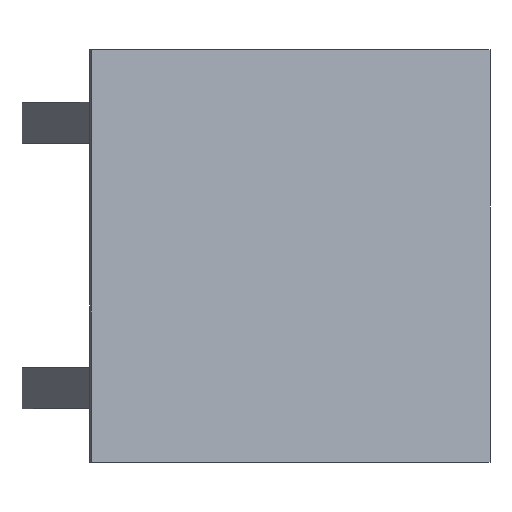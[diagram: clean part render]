
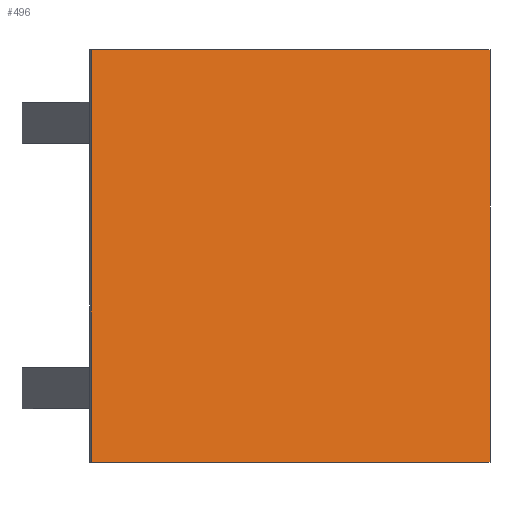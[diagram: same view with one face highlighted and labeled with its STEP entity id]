
A CAD part, top view. The second image highlights one B-rep face of the part: STEP entity #496.
In plain terms, the highlighted planar face has unit normal (0.259, 0, 0.966).
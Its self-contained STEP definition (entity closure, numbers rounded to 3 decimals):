
#38=PLANE('',#540);
#64=FACE_OUTER_BOUND('',#98,.T.);
#98=EDGE_LOOP('',(#433,#434,#435,#436));
#146=LINE('',#765,#208);
#148=LINE('',#769,#210);
#150=LINE('',#773,#212);
#152=LINE('',#776,#214);
#208=VECTOR('',#626,10.);
#210=VECTOR('',#630,10.);
#212=VECTOR('',#634,10.);
#214=VECTOR('',#638,10.);
#267=VERTEX_POINT('',#762);
#268=VERTEX_POINT('',#764);
#269=VERTEX_POINT('',#768);
#270=VERTEX_POINT('',#772);
#322=EDGE_CURVE('',#268,#267,#146,.T.);
#324=EDGE_CURVE('',#269,#268,#148,.T.);
#326=EDGE_CURVE('',#270,#269,#150,.T.);
#328=EDGE_CURVE('',#267,#270,#152,.T.);
#433=ORIENTED_EDGE('',*,*,#328,.T.);
#434=ORIENTED_EDGE('',*,*,#326,.T.);
#435=ORIENTED_EDGE('',*,*,#324,.T.);
#436=ORIENTED_EDGE('',*,*,#322,.T.);
#496=ADVANCED_FACE('',(#64),#38,.T.);
#540=AXIS2_PLACEMENT_3D('',#777,#639,#640);
#626=DIRECTION('',(0.,-1.,0.));
#630=DIRECTION('',(-0.966,0.,0.259));
#634=DIRECTION('',(0.,1.,0.));
#638=DIRECTION('',(0.966,0.,-0.259));
#639=DIRECTION('center_axis',(0.259,0.,0.966));
#640=DIRECTION('ref_axis',(0.966,0.,-0.259));
#762=CARTESIAN_POINT('',(-338.641,-12.7,349.331));
#764=CARTESIAN_POINT('',(-338.641,393.7,349.331));
#765=CARTESIAN_POINT('',(-338.641,393.7,349.331));
#768=CARTESIAN_POINT('',(53.911,393.7,244.147));
#769=CARTESIAN_POINT('',(53.911,393.7,244.147));
#772=CARTESIAN_POINT('',(53.911,-12.7,244.147));
#773=CARTESIAN_POINT('',(53.911,-12.7,244.147));
#776=CARTESIAN_POINT('',(-338.641,-12.7,349.331));
#777=CARTESIAN_POINT('Origin',(-142.365,190.5,296.739));
